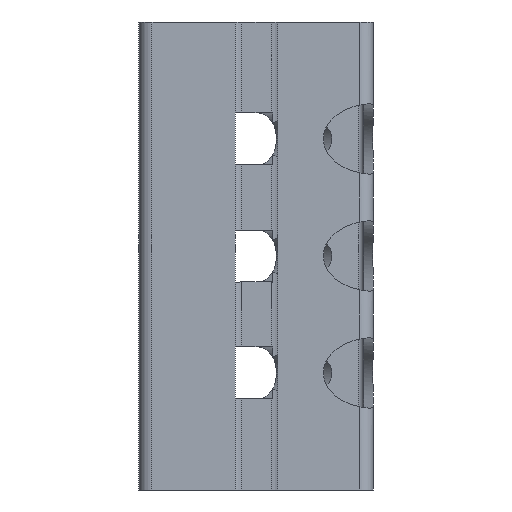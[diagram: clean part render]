
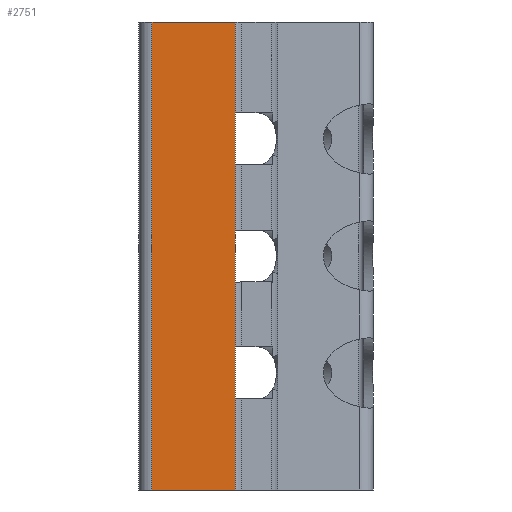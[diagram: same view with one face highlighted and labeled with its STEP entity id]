
A CAD part, left-side view. The second image highlights one B-rep face of the part: STEP entity #2751.
In plain terms, the highlighted planar face has unit normal (-1, 0, 0).
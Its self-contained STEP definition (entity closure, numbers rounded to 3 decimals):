
#179=PLANE('',#3014);
#290=FACE_OUTER_BOUND('',#423,.T.);
#423=EDGE_LOOP('',(#2448,#2449,#2450,#2451));
#659=LINE('',#4869,#913);
#674=LINE('',#4908,#928);
#675=LINE('',#4911,#929);
#676=LINE('',#4912,#930);
#913=VECTOR('',#3679,10.);
#928=VECTOR('',#3710,10.);
#929=VECTOR('',#3713,10.);
#930=VECTOR('',#3714,10.);
#1294=VERTEX_POINT('',#4866);
#1295=VERTEX_POINT('',#4868);
#1311=VERTEX_POINT('',#4906);
#1312=VERTEX_POINT('',#4910);
#1697=EDGE_CURVE('',#1295,#1294,#659,.T.);
#1718=EDGE_CURVE('',#1311,#1294,#674,.T.);
#1719=EDGE_CURVE('',#1311,#1312,#675,.T.);
#1720=EDGE_CURVE('',#1312,#1295,#676,.T.);
#2448=ORIENTED_EDGE('',*,*,#1719,.T.);
#2449=ORIENTED_EDGE('',*,*,#1720,.T.);
#2450=ORIENTED_EDGE('',*,*,#1697,.T.);
#2451=ORIENTED_EDGE('',*,*,#1718,.F.);
#2751=ADVANCED_FACE('',(#290),#179,.T.);
#3014=AXIS2_PLACEMENT_3D('',#4909,#3711,#3712);
#3679=DIRECTION('',(0.,-1.,0.));
#3710=DIRECTION('',(0.,0.,-1.));
#3711=DIRECTION('center_axis',(-1.,0.,0.));
#3712=DIRECTION('ref_axis',(0.,0.,1.));
#3713=DIRECTION('',(0.,1.,0.));
#3714=DIRECTION('',(0.,0.,-1.));
#4866=CARTESIAN_POINT('',(0.,26.501,-45.));
#4868=CARTESIAN_POINT('',(0.,42.5,-45.));
#4869=CARTESIAN_POINT('',(0.,26.501,-45.));
#4906=CARTESIAN_POINT('',(0.,26.501,45.));
#4908=CARTESIAN_POINT('',(0.,26.501,0.));
#4909=CARTESIAN_POINT('Origin',(0.,26.501,
0.));
#4910=CARTESIAN_POINT('',(0.,42.5,45.));
#4911=CARTESIAN_POINT('',(0.,26.501,45.));
#4912=CARTESIAN_POINT('',(0.,42.5,0.));
